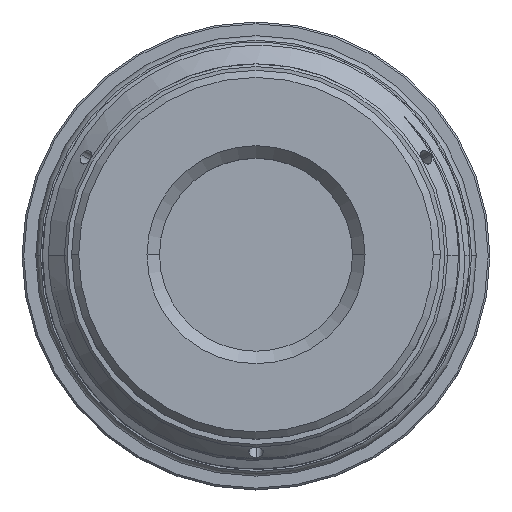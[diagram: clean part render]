
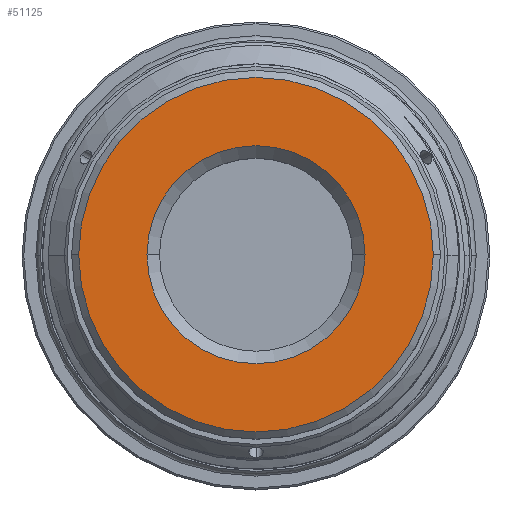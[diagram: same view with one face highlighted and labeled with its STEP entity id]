
A CAD part, top view. The second image highlights one B-rep face of the part: STEP entity #51125.
In plain terms, the highlighted planar face has unit normal (0, 0, 1).
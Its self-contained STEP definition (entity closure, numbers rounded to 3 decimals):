
#1001 = AXIS2_PLACEMENT_3D ( 'NONE', #11038, #34798, #58733 ) ;
#1140 = CIRCLE ( 'NONE', #56771, 12.2 ) ;
#1420 = DIRECTION ( 'NONE',  ( 0., 0., 1. ) ) ;
#5101 = VERTEX_POINT ( 'NONE', #23620 ) ;
#7790 = CARTESIAN_POINT ( 'NONE',  ( 0., 0., 52.45 ) ) ;
#9197 = FACE_OUTER_BOUND ( 'NONE', #33547, .T. ) ;
#10561 = CARTESIAN_POINT ( 'NONE',  ( 12.2, 0., 52.45 ) ) ;
#10978 = CARTESIAN_POINT ( 'NONE',  ( 0., 0., 52.45 ) ) ;
#11038 = CARTESIAN_POINT ( 'NONE',  ( 0., 0., 52.45 ) ) ;
#11438 = DIRECTION ( 'NONE',  ( 0., 0., -1. ) ) ;
#14255 = AXIS2_PLACEMENT_3D ( 'NONE', #48795, #11438, #43979 ) ;
#15692 = EDGE_CURVE ( 'NONE', #53594, #31260, #1140, .T. ) ;
#16654 = FACE_BOUND ( 'NONE', #33504, .T. ) ;
#17340 = DIRECTION ( 'NONE',  ( 0., 0., -1. ) ) ;
#19930 = EDGE_CURVE ( 'NONE', #55280, #5101, #35916, .T. ) ;
#21041 = PLANE ( 'NONE',  #14255 ) ;
#23023 = AXIS2_PLACEMENT_3D ( 'NONE', #7790, #17340, #41927 ) ;
#23494 = AXIS2_PLACEMENT_3D ( 'NONE', #29673, #39234, #30078 ) ;
#23620 = CARTESIAN_POINT ( 'NONE',  ( -19.84, 0., 52.45 ) ) ;
#26162 = CARTESIAN_POINT ( 'NONE',  ( 19.84, 0., 52.45 ) ) ;
#29673 = CARTESIAN_POINT ( 'NONE',  ( 0., 0., 52.45 ) ) ;
#29979 = ORIENTED_EDGE ( 'NONE', *, *, #52757, .F. ) ;
#30078 = DIRECTION ( 'NONE',  ( 1., 0., 0. ) ) ;
#30195 = CIRCLE ( 'NONE', #23023, 19.84 ) ;
#31014 = ORIENTED_EDGE ( 'NONE', *, *, #15692, .F. ) ;
#31260 = VERTEX_POINT ( 'NONE', #37159 ) ;
#32985 = CIRCLE ( 'NONE', #23494, 12.2 ) ;
#33504 = EDGE_LOOP ( 'NONE', ( #31014, #29979 ) ) ;
#33547 = EDGE_LOOP ( 'NONE', ( #61544, #59985 ) ) ;
#34798 = DIRECTION ( 'NONE',  ( 0., 0., -1. ) ) ;
#35916 = CIRCLE ( 'NONE', #1001, 19.84 ) ;
#37159 = CARTESIAN_POINT ( 'NONE',  ( -12.2, 0., 52.45 ) ) ;
#39234 = DIRECTION ( 'NONE',  ( 0., 0., 1. ) ) ;
#41927 = DIRECTION ( 'NONE',  ( -1., 0., 0. ) ) ;
#43979 = DIRECTION ( 'NONE',  ( -1., 0., 0. ) ) ;
#48795 = CARTESIAN_POINT ( 'NONE',  ( 0., 0., 52.45 ) ) ;
#48892 = EDGE_CURVE ( 'NONE', #5101, #55280, #30195, .T. ) ;
#51125 = ADVANCED_FACE ( 'NONE', ( #9197, #16654 ), #21041, .F. ) ;
#52757 = EDGE_CURVE ( 'NONE', #31260, #53594, #32985, .T. ) ;
#53594 = VERTEX_POINT ( 'NONE', #10561 ) ;
#55280 = VERTEX_POINT ( 'NONE', #26162 ) ;
#56771 = AXIS2_PLACEMENT_3D ( 'NONE', #10978, #1420, #59278 ) ;
#58733 = DIRECTION ( 'NONE',  ( -1., 0., 0. ) ) ;
#59278 = DIRECTION ( 'NONE',  ( 1., 0., 0. ) ) ;
#59985 = ORIENTED_EDGE ( 'NONE', *, *, #19930, .F. ) ;
#61544 = ORIENTED_EDGE ( 'NONE', *, *, #48892, .F. ) ;
